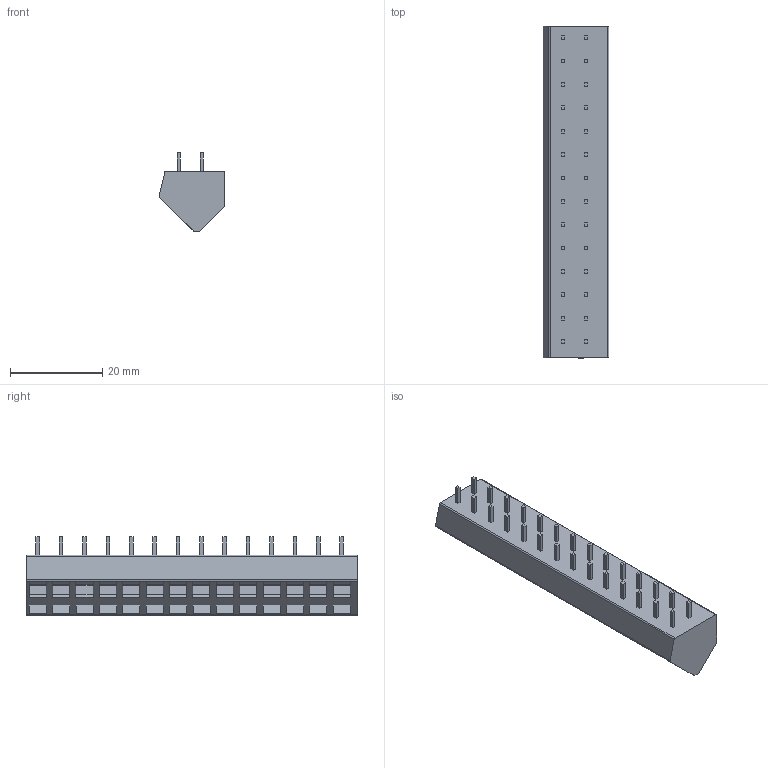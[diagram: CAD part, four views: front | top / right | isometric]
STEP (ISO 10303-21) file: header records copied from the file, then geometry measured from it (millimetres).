
FILE_DESCRIPTION((''),'2;1');
FILE_NAME('PRT0001','2024-09-30T13:39:50',('tluser'),(''),'CREO PARAMETRIC BY PTC INC, 2018100','CREO PARAMETRIC BY PTC INC, 2018100','');
FILE_SCHEMA(('CONFIG_CONTROL_DESIGN'));
Length unit declared in the file: millimetre
Products named in the file (1): PRT0001
Bounding box: 14.27 x 72.12 x 17 mm (x, y, z)
Volume: 9043.5 mm3; surface area: 5150.5 mm2
Topology: 1 solids, 1 shells, 448 faces, 1072 edges, 696 vertices
Faces by surface type: plane 442, cylinder 6
Entity records: 12678 total; most frequent: CARTESIAN_POINT 2216, ORIENTED_EDGE 2144, DIRECTION 1980, EDGE_CURVE 1072, VECTOR 1060, LINE 1060, VERTEX_POINT 696, EDGE_LOOP 518
